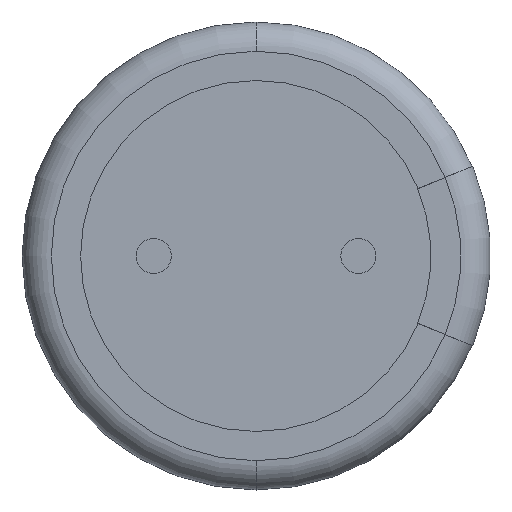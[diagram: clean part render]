
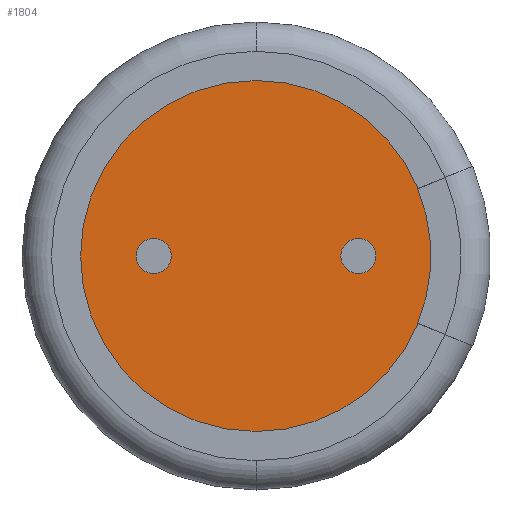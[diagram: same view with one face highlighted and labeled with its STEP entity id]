
A CAD part, front view. The second image highlights one B-rep face of the part: STEP entity #1804.
In plain terms, the highlighted planar face has unit normal (0, -1, 0).
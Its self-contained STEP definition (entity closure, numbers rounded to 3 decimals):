
#33 = DIRECTION ( 'NONE',  ( 0., 0., -1. ) ) ;
#44 = EDGE_CURVE ( 'NONE', #1910, #1756, #1421, .T. ) ;
#53 = DIRECTION ( 'NONE',  ( 0., 0., -1. ) ) ;
#65 = VECTOR ( 'NONE', #1739, 1000. ) ;
#73 = DIRECTION ( 'NONE',  ( 0., -1., 0. ) ) ;
#74 = AXIS2_PLACEMENT_3D ( 'NONE', #1450, #438, #1630 ) ;
#124 = CIRCLE ( 'NONE', #383, 0.3 ) ;
#132 = DIRECTION ( 'NONE',  ( 0., 0., 1. ) ) ;
#142 = ORIENTED_EDGE ( 'NONE', *, *, #511, .F. ) ;
#166 = CARTESIAN_POINT ( 'NONE',  ( -1.75, 0.3, 0.3 ) ) ;
#201 = ORIENTED_EDGE ( 'NONE', *, *, #954, .T. ) ;
#202 = AXIS2_PLACEMENT_3D ( 'NONE', #2104, #1073, #53 ) ;
#282 = ORIENTED_EDGE ( 'NONE', *, *, #409, .T. ) ;
#299 = CARTESIAN_POINT ( 'NONE',  ( 2.77, 0.3, 1.152 ) ) ;
#300 = CIRCLE ( 'NONE', #497, 0.3 ) ;
#303 = DIRECTION ( 'NONE',  ( -0.924, 0., -0.383 ) ) ;
#340 = CIRCLE ( 'NONE', #344, 0.3 ) ;
#343 = EDGE_LOOP ( 'NONE', ( #717, #527, #282, #1358, #403, #201 ) ) ;
#344 = AXIS2_PLACEMENT_3D ( 'NONE', #2178, #1152, #132 ) ;
#348 = VERTEX_POINT ( 'NONE', #1931 ) ;
#370 = CIRCLE ( 'NONE', #2187, 3. ) ;
#383 = AXIS2_PLACEMENT_3D ( 'NONE', #824, #2012, #979 ) ;
#389 = CARTESIAN_POINT ( 'NONE',  ( 1.75, 0.3, 0. ) ) ;
#403 = ORIENTED_EDGE ( 'NONE', *, *, #44, .T. ) ;
#409 = EDGE_CURVE ( 'NONE', #2127, #465, #1082, .T. ) ;
#410 = CARTESIAN_POINT ( 'NONE',  ( 2.77, 0.3, -1.152 ) ) ;
#438 = DIRECTION ( 'NONE',  ( 0., -1., 0. ) ) ;
#451 = CARTESIAN_POINT ( 'NONE',  ( 0., 0.3, 3. ) ) ;
#464 = EDGE_LOOP ( 'NONE', ( #1698, #1631 ) ) ;
#465 = VERTEX_POINT ( 'NONE', #2156 ) ;
#472 = CARTESIAN_POINT ( 'NONE',  ( 1.75, 0.3, 0.3 ) ) ;
#475 = CARTESIAN_POINT ( 'NONE',  ( 1.75, 0.3, -0.3 ) ) ;
#497 = AXIS2_PLACEMENT_3D ( 'NONE', #1541, #520, #1715 ) ;
#511 = EDGE_CURVE ( 'NONE', #582, #1520, #340, .T. ) ;
#520 = DIRECTION ( 'NONE',  ( 0., -1., 0. ) ) ;
#525 = EDGE_CURVE ( 'NONE', #1476, #348, #1477, .T. ) ;
#527 = ORIENTED_EDGE ( 'NONE', *, *, #1325, .T. ) ;
#553 = DIRECTION ( 'NONE',  ( 0., 0., 1. ) ) ;
#573 = VECTOR ( 'NONE', #303, 1000. ) ;
#582 = VERTEX_POINT ( 'NONE', #472 ) ;
#643 = FACE_BOUND ( 'NONE', #1567, .T. ) ;
#676 = CIRCLE ( 'NONE', #1340, 0.3 ) ;
#717 = ORIENTED_EDGE ( 'NONE', *, *, #525, .F. ) ;
#779 = VERTEX_POINT ( 'NONE', #166 ) ;
#824 = CARTESIAN_POINT ( 'NONE',  ( -1.75, 0.3, 0. ) ) ;
#857 = CARTESIAN_POINT ( 'NONE',  ( 0., 0.3, 0. ) ) ;
#954 = EDGE_CURVE ( 'NONE', #1756, #348, #2181, .T. ) ;
#979 = DIRECTION ( 'NONE',  ( 0., 0., -1. ) ) ;
#1026 = DIRECTION ( 'NONE',  ( 0., 0., -1. ) ) ;
#1048 = PLANE ( 'NONE',  #1991 ) ;
#1054 = DIRECTION ( 'NONE',  ( 0., -1., 0. ) ) ;
#1057 = CARTESIAN_POINT ( 'NONE',  ( -0.001, 0.3, -0.004 ) ) ;
#1073 = DIRECTION ( 'NONE',  ( 0., -1., 0. ) ) ;
#1082 = CIRCLE ( 'NONE', #1568, 3. ) ;
#1096 = CARTESIAN_POINT ( 'NONE',  ( 0., 0.3, 0. ) ) ;
#1152 = DIRECTION ( 'NONE',  ( 0., -1., 0. ) ) ;
#1256 = CIRCLE ( 'NONE', #74, 3. ) ;
#1265 = VERTEX_POINT ( 'NONE', #2027 ) ;
#1270 = DIRECTION ( 'NONE',  ( 0., 0., -1. ) ) ;
#1318 = CARTESIAN_POINT ( 'NONE',  ( -0.001, 0.3, 0.004 ) ) ;
#1325 = EDGE_CURVE ( 'NONE', #1476, #2127, #370, .T. ) ;
#1340 = AXIS2_PLACEMENT_3D ( 'NONE', #389, #1579, #553 ) ;
#1357 = CARTESIAN_POINT ( 'NONE',  ( 2.762, 0.3, -1.148 ) ) ;
#1358 = ORIENTED_EDGE ( 'NONE', *, *, #1989, .T. ) ;
#1421 = LINE ( 'NONE', #1057, #65 ) ;
#1450 = CARTESIAN_POINT ( 'NONE',  ( 0., 0.3, 0. ) ) ;
#1476 = VERTEX_POINT ( 'NONE', #299 ) ;
#1477 = LINE ( 'NONE', #1318, #573 ) ;
#1519 = EDGE_CURVE ( 'NONE', #1265, #779, #124, .T. ) ;
#1520 = VERTEX_POINT ( 'NONE', #475 ) ;
#1541 = CARTESIAN_POINT ( 'NONE',  ( -1.75, 0.3, 0. ) ) ;
#1546 = FACE_OUTER_BOUND ( 'NONE', #343, .T. ) ;
#1567 = EDGE_LOOP ( 'NONE', ( #142, #1831 ) ) ;
#1568 = AXIS2_PLACEMENT_3D ( 'NONE', #1096, #73, #1270 ) ;
#1579 = DIRECTION ( 'NONE',  ( 0., -1., 0. ) ) ;
#1630 = DIRECTION ( 'NONE',  ( 0., 0., -1. ) ) ;
#1631 = ORIENTED_EDGE ( 'NONE', *, *, #1519, .F. ) ;
#1698 = ORIENTED_EDGE ( 'NONE', *, *, #1705, .F. ) ;
#1705 = EDGE_CURVE ( 'NONE', #779, #1265, #300, .T. ) ;
#1715 = DIRECTION ( 'NONE',  ( 0., 0., -1. ) ) ;
#1739 = DIRECTION ( 'NONE',  ( -0.924, 0., 0.383 ) ) ;
#1756 = VERTEX_POINT ( 'NONE', #1357 ) ;
#1804 = ADVANCED_FACE ( 'NONE', ( #1546, #1955, #643 ), #1048, .T. ) ;
#1831 = ORIENTED_EDGE ( 'NONE', *, *, #2171, .F. ) ;
#1910 = VERTEX_POINT ( 'NONE', #410 ) ;
#1931 = CARTESIAN_POINT ( 'NONE',  ( 2.762, 0.3, 1.148 ) ) ;
#1955 = FACE_BOUND ( 'NONE', #464, .T. ) ;
#1989 = EDGE_CURVE ( 'NONE', #465, #1910, #1256, .T. ) ;
#1991 = AXIS2_PLACEMENT_3D ( 'NONE', #2088, #1054, #33 ) ;
#2012 = DIRECTION ( 'NONE',  ( 0., -1., 0. ) ) ;
#2027 = CARTESIAN_POINT ( 'NONE',  ( -1.75, 0.3, -0.3 ) ) ;
#2060 = DIRECTION ( 'NONE',  ( 0., -1., 0. ) ) ;
#2088 = CARTESIAN_POINT ( 'NONE',  ( 0., 0.3, 0. ) ) ;
#2104 = CARTESIAN_POINT ( 'NONE',  ( -0.01, 0.3, 0. ) ) ;
#2127 = VERTEX_POINT ( 'NONE', #451 ) ;
#2156 = CARTESIAN_POINT ( 'NONE',  ( 0., 0.3, -3. ) ) ;
#2171 = EDGE_CURVE ( 'NONE', #1520, #582, #676, .T. ) ;
#2178 = CARTESIAN_POINT ( 'NONE',  ( 1.75, 0.3, 0. ) ) ;
#2181 = CIRCLE ( 'NONE', #202, 3. ) ;
#2187 = AXIS2_PLACEMENT_3D ( 'NONE', #857, #2060, #1026 ) ;
